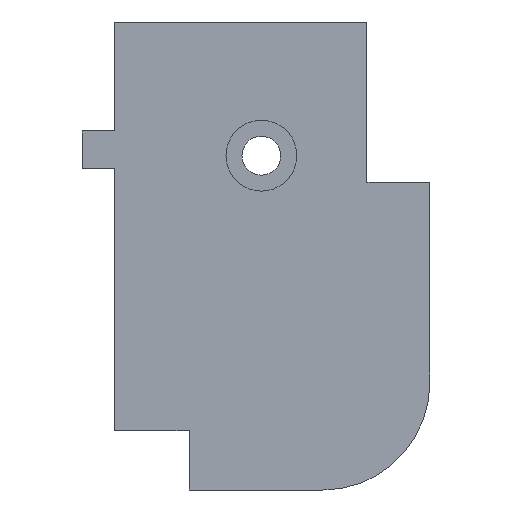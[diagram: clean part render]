
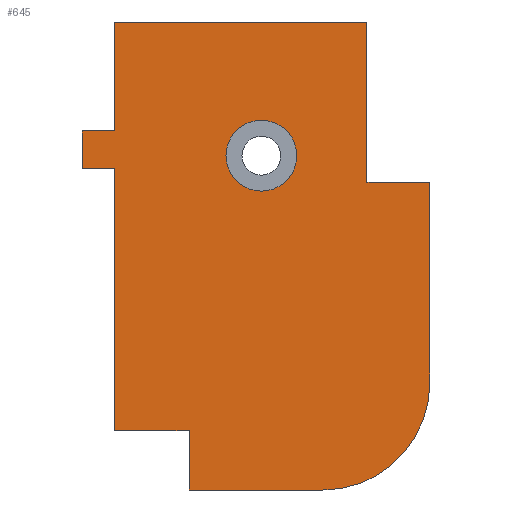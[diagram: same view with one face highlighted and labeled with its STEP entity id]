
A CAD part, front view. The second image highlights one B-rep face of the part: STEP entity #645.
In plain terms, the highlighted planar face has unit normal (0, -1, 0).
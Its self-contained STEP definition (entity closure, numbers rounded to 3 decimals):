
#27=FACE_BOUND('',#133,.T.);
#53=PLANE('',#724);
#88=FACE_OUTER_BOUND('',#132,.T.);
#132=EDGE_LOOP('',(#588,#589,#590,#591,#592,#593,#594,#595,#596,#597,#598,
#599,#600));
#133=EDGE_LOOP('',(#601));
#174=LINE('',#1048,#239);
#177=LINE('',#1053,#242);
#179=LINE('',#1057,#244);
#181=LINE('',#1061,#246);
#184=LINE('',#1069,#249);
#186=LINE('',#1073,#251);
#188=LINE('',#1077,#253);
#190=LINE('',#1081,#255);
#192=LINE('',#1085,#257);
#194=LINE('',#1089,#259);
#196=LINE('',#1093,#261);
#198=LINE('',#1096,#263);
#239=VECTOR('',#851,10.);
#242=VECTOR('',#856,10.);
#244=VECTOR('',#860,10.);
#246=VECTOR('',#864,10.);
#249=VECTOR('',#873,10.);
#251=VECTOR('',#877,10.);
#253=VECTOR('',#881,10.);
#255=VECTOR('',#885,10.);
#257=VECTOR('',#889,10.);
#259=VECTOR('',#893,10.);
#261=VECTOR('',#897,10.);
#263=VECTOR('',#901,10.);
#272=CIRCLE('',#691,2.65);
#282=CIRCLE('',#715,8.);
#317=VERTEX_POINT('',#995);
#328=VERTEX_POINT('',#1046);
#329=VERTEX_POINT('',#1047);
#330=VERTEX_POINT('',#1052);
#331=VERTEX_POINT('',#1056);
#332=VERTEX_POINT('',#1060);
#333=VERTEX_POINT('',#1064);
#334=VERTEX_POINT('',#1068);
#335=VERTEX_POINT('',#1072);
#336=VERTEX_POINT('',#1076);
#337=VERTEX_POINT('',#1080);
#338=VERTEX_POINT('',#1084);
#339=VERTEX_POINT('',#1088);
#340=VERTEX_POINT('',#1092);
#385=EDGE_CURVE('',#317,#317,#272,.T.);
#402=EDGE_CURVE('',#328,#329,#174,.T.);
#405=EDGE_CURVE('',#330,#328,#177,.T.);
#407=EDGE_CURVE('',#331,#330,#179,.T.);
#409=EDGE_CURVE('',#332,#331,#181,.T.);
#411=EDGE_CURVE('',#333,#332,#282,.T.);
#413=EDGE_CURVE('',#334,#333,#184,.T.);
#415=EDGE_CURVE('',#335,#334,#186,.T.);
#417=EDGE_CURVE('',#336,#335,#188,.T.);
#419=EDGE_CURVE('',#337,#336,#190,.T.);
#421=EDGE_CURVE('',#338,#337,#192,.T.);
#423=EDGE_CURVE('',#339,#338,#194,.T.);
#425=EDGE_CURVE('',#340,#339,#196,.T.);
#427=EDGE_CURVE('',#329,#340,#198,.T.);
#588=ORIENTED_EDGE('',*,*,#427,.T.);
#589=ORIENTED_EDGE('',*,*,#425,.T.);
#590=ORIENTED_EDGE('',*,*,#423,.T.);
#591=ORIENTED_EDGE('',*,*,#421,.T.);
#592=ORIENTED_EDGE('',*,*,#419,.T.);
#593=ORIENTED_EDGE('',*,*,#417,.T.);
#594=ORIENTED_EDGE('',*,*,#415,.T.);
#595=ORIENTED_EDGE('',*,*,#413,.T.);
#596=ORIENTED_EDGE('',*,*,#411,.T.);
#597=ORIENTED_EDGE('',*,*,#409,.T.);
#598=ORIENTED_EDGE('',*,*,#407,.T.);
#599=ORIENTED_EDGE('',*,*,#405,.T.);
#600=ORIENTED_EDGE('',*,*,#402,.T.);
#601=ORIENTED_EDGE('',*,*,#385,.F.);
#645=ADVANCED_FACE('',(#88,#27),#53,.T.);
#691=AXIS2_PLACEMENT_3D('',#996,#805,#806);
#715=AXIS2_PLACEMENT_3D('',#1065,#868,#869);
#724=AXIS2_PLACEMENT_3D('',#1097,#902,#903);
#805=DIRECTION('center_axis',(0.,-1.,0.));
#806=DIRECTION('ref_axis',(1.,0.,0.));
#851=DIRECTION('',(-1.,0.,0.));
#856=DIRECTION('',(0.,0.,1.));
#860=DIRECTION('',(-1.,0.,0.));
#864=DIRECTION('',(0.,0.,1.));
#868=DIRECTION('center_axis',(0.,-1.,0.));
#869=DIRECTION('ref_axis',(0.,0.,-1.));
#873=DIRECTION('',(1.,0.,0.));
#877=DIRECTION('',(0.,0.,-1.));
#881=DIRECTION('',(1.,0.,0.));
#885=DIRECTION('',(0.,0.,-1.));
#889=DIRECTION('',(1.,0.,0.));
#893=DIRECTION('',(0.,0.,-1.));
#897=DIRECTION('',(-1.,0.,0.));
#901=DIRECTION('',(0.,0.,-1.));
#902=DIRECTION('center_axis',(0.,-1.,0.));
#903=DIRECTION('ref_axis',(0.,0.,-1.));
#995=CARTESIAN_POINT('',(-16.251,0.,-8.377));
#996=CARTESIAN_POINT('Origin',(-13.601,0.,-8.377));
#1046=CARTESIAN_POINT('',(-5.701,0.,1.623));
#1047=CARTESIAN_POINT('',(-24.601,0.,1.623));
#1048=CARTESIAN_POINT('',(-1.001,0.,1.623));
#1052=CARTESIAN_POINT('',(-5.701,0.,-10.377));
#1053=CARTESIAN_POINT('',(-5.701,0.,-10.377));
#1056=CARTESIAN_POINT('',(-1.001,0.,-10.377));
#1057=CARTESIAN_POINT('',(-1.001,0.,-10.377));
#1060=CARTESIAN_POINT('',(-1.001,0.,-25.377));
#1061=CARTESIAN_POINT('',(-1.001,0.,-25.377));
#1064=CARTESIAN_POINT('',(-9.001,0.,-33.377));
#1065=CARTESIAN_POINT('Origin',(-9.001,0.,-25.377));
#1068=CARTESIAN_POINT('',(-19.001,0.,-33.377));
#1069=CARTESIAN_POINT('',(-21.001,0.,-33.377));
#1072=CARTESIAN_POINT('',(-19.001,0.,-28.947));
#1073=CARTESIAN_POINT('',(-19.001,0.,-28.947));
#1076=CARTESIAN_POINT('',(-24.601,0.,-28.947));
#1077=CARTESIAN_POINT('',(-24.601,0.,-28.947));
#1080=CARTESIAN_POINT('',(-24.601,0.,-9.327));
#1081=CARTESIAN_POINT('',(-24.601,0.,1.623));
#1084=CARTESIAN_POINT('',(-27.001,0.,-9.327));
#1085=CARTESIAN_POINT('',(-27.001,0.,-9.327));
#1088=CARTESIAN_POINT('',(-27.001,0.,-6.527));
#1089=CARTESIAN_POINT('',(-27.001,0.,-6.527));
#1092=CARTESIAN_POINT('',(-24.601,0.,-6.527));
#1093=CARTESIAN_POINT('',(-24.601,0.,-6.527));
#1096=CARTESIAN_POINT('',(-24.601,0.,1.623));
#1097=CARTESIAN_POINT('Origin',(-14.001,0.,-15.877));
